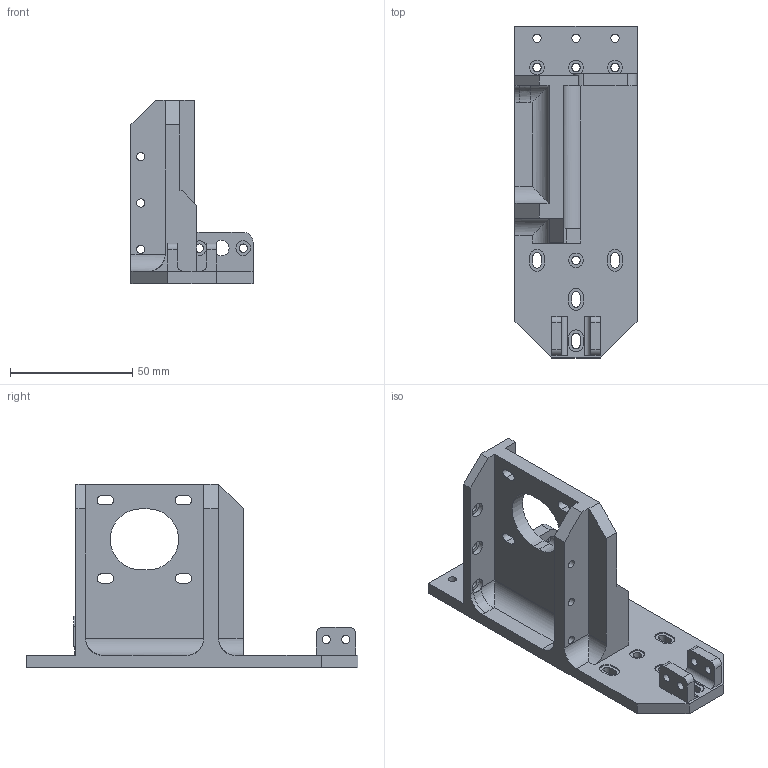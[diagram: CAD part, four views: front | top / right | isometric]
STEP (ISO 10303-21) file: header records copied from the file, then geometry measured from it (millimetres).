
FILE_DESCRIPTION(('FreeCAD Model'),'2;1');
FILE_NAME('rl_DualX_DirectDriveMount_BLT.step', '2019-12-08T17:13:42',('Author'),(''), 'Open CASCADE STEP processor 7.2','FreeCAD','Unknown');
FILE_SCHEMA(('AUTOMOTIVE_DESIGN { 1 0 10303 214 1 1 1 1 }'));
Length unit declared in the file: millimetre
Products named in the file (1): rl_BualX_DirectDriveMount_BLT
Bounding box: 50 x 136 x 75 mm (x, y, z)
Volume: 72864.2 mm3; surface area: 31968.9 mm2
Topology: 1 solids, 1 shells, 209 faces, 601 edges, 409 vertices
Faces by surface type: plane 119, cylinder 89, bspline 1
Full cylindrical faces by diameter (mm): 3.4 x19, 6 x12, 6.4 x1
Entity records: 14962 total; most frequent: CARTESIAN_POINT 3094, DIRECTION 2153, ORIENTED_EDGE 1202, PCURVE 1202, DEFINITIONAL_REPRESENTATION 1202, LINE 1163, VECTOR 1163, EDGE_CURVE 601
